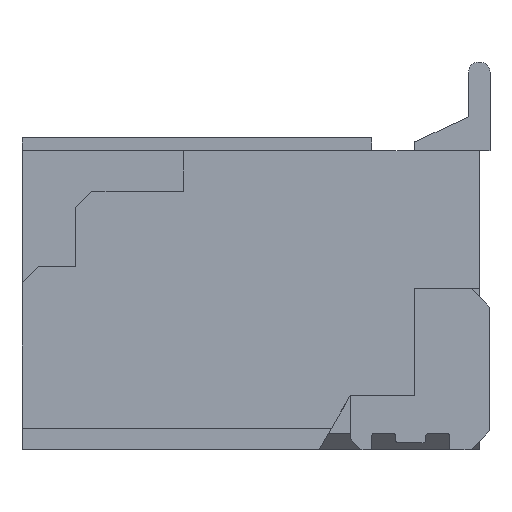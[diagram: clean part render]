
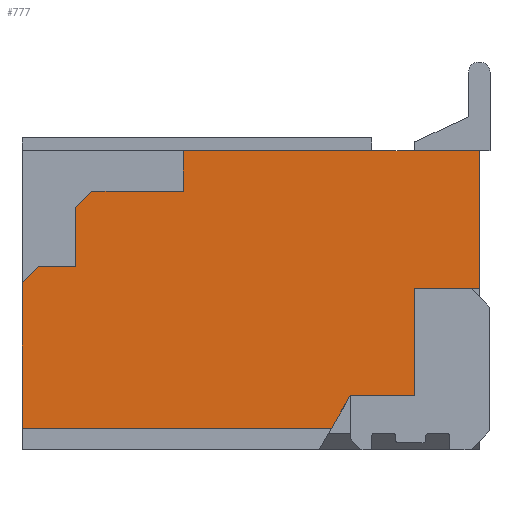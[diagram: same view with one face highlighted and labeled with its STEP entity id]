
A CAD part, left-side view. The second image highlights one B-rep face of the part: STEP entity #777.
In plain terms, the highlighted planar face has unit normal (-1, 0, 0).
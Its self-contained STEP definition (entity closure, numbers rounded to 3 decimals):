
#68 = LINE ( 'NONE', #9105, #5359 ) ;
#96 = CARTESIAN_POINT ( 'NONE',  ( -3., 3.85, 0.8 ) ) ;
#249 = ORIENTED_EDGE ( 'NONE', *, *, #563, .T. ) ;
#452 = LINE ( 'NONE', #7107, #5727 ) ;
#563 = EDGE_CURVE ( 'NONE', #10773, #10807, #12054, .T. ) ;
#575 = CARTESIAN_POINT ( 'NONE',  ( -3., 0.1, 1.33 ) ) ;
#668 = VERTEX_POINT ( 'NONE', #11480 ) ;
#674 = EDGE_CURVE ( 'NONE', #12004, #8961, #5992, .T. ) ;
#684 = CARTESIAN_POINT ( 'NONE',  ( -3., 0.7, -0.95 ) ) ;
#685 = VECTOR ( 'NONE', #760, 1000. ) ;
#686 = VERTEX_POINT ( 'NONE', #7716 ) ;
#732 = PLANE ( 'NONE',  #12212 ) ;
#748 = ORIENTED_EDGE ( 'NONE', *, *, #12070, .F. ) ;
#760 = DIRECTION ( 'NONE',  ( 0., 1., 0. ) ) ;
#777 = ADVANCED_FACE ( 'NONE', ( #4287 ), #732, .T. ) ;
#1076 = ORIENTED_EDGE ( 'NONE', *, *, #4825, .T. ) ;
#1078 = DIRECTION ( 'NONE',  ( 0., 0., 1. ) ) ;
#1212 = VERTEX_POINT ( 'NONE', #1552 ) ;
#1291 = DIRECTION ( 'NONE',  ( 0., 0., 1. ) ) ;
#1448 = CARTESIAN_POINT ( 'NONE',  ( -3., 4.35, 0.1 ) ) ;
#1497 = LINE ( 'NONE', #6945, #9114 ) ;
#1552 = CARTESIAN_POINT ( 'NONE',  ( -3., 1.473, -1.25 ) ) ;
#1623 = ORIENTED_EDGE ( 'NONE', *, *, #12605, .F. ) ;
#1628 = VERTEX_POINT ( 'NONE', #3348 ) ;
#1793 = ORIENTED_EDGE ( 'NONE', *, *, #6670, .F. ) ;
#1994 = VECTOR ( 'NONE', #5140, 1000. ) ;
#2055 = DIRECTION ( 'NONE',  ( 0., 0.707, -0.707 ) ) ;
#2075 = VECTOR ( 'NONE', #9119, 1000. ) ;
#2172 = CARTESIAN_POINT ( 'NONE',  ( -3., 4.35, 0.25 ) ) ;
#2218 = EDGE_CURVE ( 'NONE', #10773, #686, #10222, .T. ) ;
#2317 = VECTOR ( 'NONE', #7602, 1000. ) ;
#2731 = CARTESIAN_POINT ( 'NONE',  ( -3., 0.1, -0.95 ) ) ;
#2953 = LINE ( 'NONE', #11458, #10551 ) ;
#3253 = ORIENTED_EDGE ( 'NONE', *, *, #11483, .F. ) ;
#3348 = CARTESIAN_POINT ( 'NONE',  ( -3., 3.85, 0.25 ) ) ;
#3376 = ORIENTED_EDGE ( 'NONE', *, *, #2218, .F. ) ;
#3384 = VECTOR ( 'NONE', #5900, 1000. ) ;
#3403 = CARTESIAN_POINT ( 'NONE',  ( -3., 0.7, 0.05 ) ) ;
#3527 = ORIENTED_EDGE ( 'NONE', *, *, #7832, .F. ) ;
#3971 = DIRECTION ( 'NONE',  ( 0., 0.5, -0.866 ) ) ;
#3995 = EDGE_LOOP ( 'NONE', ( #3376, #249, #1623, #3253, #4692, #3527, #1793, #748, #11287, #4394, #9719, #12115, #1076, #12782 ) ) ;
#4168 = CARTESIAN_POINT ( 'NONE',  ( -3., 1.61, 2.84 ) ) ;
#4247 = VERTEX_POINT ( 'NONE', #10930 ) ;
#4287 = FACE_OUTER_BOUND ( 'NONE', #3995, .T. ) ;
#4299 = CARTESIAN_POINT ( 'NONE',  ( -3., 3.85, 0.95 ) ) ;
#4394 = ORIENTED_EDGE ( 'NONE', *, *, #6497, .F. ) ;
#4432 = CARTESIAN_POINT ( 'NONE',  ( -3., 2.85, 1.33 ) ) ;
#4461 = LINE ( 'NONE', #575, #6789 ) ;
#4692 = ORIENTED_EDGE ( 'NONE', *, *, #10301, .T. ) ;
#4825 = EDGE_CURVE ( 'NONE', #4247, #11697, #68, .T. ) ;
#5140 = DIRECTION ( 'NONE',  ( 0., 0.707, -0.707 ) ) ;
#5144 = VERTEX_POINT ( 'NONE', #1448 ) ;
#5297 = LINE ( 'NONE', #8909, #7645 ) ;
#5303 = CARTESIAN_POINT ( 'NONE',  ( -3., 2.85, 0.95 ) ) ;
#5359 = VECTOR ( 'NONE', #8263, 1000. ) ;
#5727 = VECTOR ( 'NONE', #1078, 1000. ) ;
#5900 = DIRECTION ( 'NONE',  ( 0., 1., 0. ) ) ;
#5990 = VERTEX_POINT ( 'NONE', #9441 ) ;
#5992 = LINE ( 'NONE', #11343, #3384 ) ;
#6019 = DIRECTION ( 'NONE',  ( -1., 0., 0. ) ) ;
#6161 = VECTOR ( 'NONE', #6307, 1000. ) ;
#6307 = DIRECTION ( 'NONE',  ( 0., 0., 1. ) ) ;
#6497 = EDGE_CURVE ( 'NONE', #8961, #6732, #9636, .T. ) ;
#6670 = EDGE_CURVE ( 'NONE', #1212, #10590, #2953, .T. ) ;
#6732 = VERTEX_POINT ( 'NONE', #684 ) ;
#6789 = VECTOR ( 'NONE', #10527, 1000. ) ;
#6791 = VECTOR ( 'NONE', #2055, 1000. ) ;
#6945 = CARTESIAN_POINT ( 'NONE',  ( -3., 4.35, 1.33 ) ) ;
#7107 = CARTESIAN_POINT ( 'NONE',  ( -3., 3.85, 0.25 ) ) ;
#7498 = DIRECTION ( 'NONE',  ( 0., 1., 0. ) ) ;
#7602 = DIRECTION ( 'NONE',  ( 0., -1., 0. ) ) ;
#7616 = CARTESIAN_POINT ( 'NONE',  ( -3., 4.35, -1.25 ) ) ;
#7645 = VECTOR ( 'NONE', #3971, 1000. ) ;
#7716 = CARTESIAN_POINT ( 'NONE',  ( -3., 2.85, 0.95 ) ) ;
#7832 = EDGE_CURVE ( 'NONE', #10590, #5144, #1497, .T. ) ;
#7842 = CARTESIAN_POINT ( 'NONE',  ( -3., 1.71, 2.94 ) ) ;
#7941 = DIRECTION ( 'NONE',  ( 0., 0., 1. ) ) ;
#7950 = CARTESIAN_POINT ( 'NONE',  ( -3., 0.1, 1.33 ) ) ;
#8263 = DIRECTION ( 'NONE',  ( 0., 1., 0. ) ) ;
#8318 = EDGE_CURVE ( 'NONE', #6732, #5990, #8615, .T. ) ;
#8615 = LINE ( 'NONE', #2731, #685 ) ;
#8909 = CARTESIAN_POINT ( 'NONE',  ( -3., 1.3, -0.95 ) ) ;
#8961 = VERTEX_POINT ( 'NONE', #11964 ) ;
#9105 = CARTESIAN_POINT ( 'NONE',  ( -3., 0.1, 1.33 ) ) ;
#9114 = VECTOR ( 'NONE', #7941, 1000. ) ;
#9119 = DIRECTION ( 'NONE',  ( 0., -1., 0. ) ) ;
#9341 = DIRECTION ( 'NONE',  ( 0., 0., -1. ) ) ;
#9441 = CARTESIAN_POINT ( 'NONE',  ( -3., 1.3, -0.95 ) ) ;
#9621 = LINE ( 'NONE', #4168, #1994 ) ;
#9636 = LINE ( 'NONE', #3403, #12219 ) ;
#9702 = LINE ( 'NONE', #2172, #2075 ) ;
#9719 = ORIENTED_EDGE ( 'NONE', *, *, #674, .F. ) ;
#10222 = LINE ( 'NONE', #4299, #2317 ) ;
#10301 = EDGE_CURVE ( 'NONE', #668, #5144, #9621, .T. ) ;
#10407 = EDGE_CURVE ( 'NONE', #686, #11697, #11464, .T. ) ;
#10527 = DIRECTION ( 'NONE',  ( 0., 0., -1. ) ) ;
#10533 = EDGE_CURVE ( 'NONE', #4247, #12004, #4461, .T. ) ;
#10551 = VECTOR ( 'NONE', #7498, 1000. ) ;
#10590 = VERTEX_POINT ( 'NONE', #7616 ) ;
#10773 = VERTEX_POINT ( 'NONE', #11973 ) ;
#10807 = VERTEX_POINT ( 'NONE', #96 ) ;
#10930 = CARTESIAN_POINT ( 'NONE',  ( -3., 0.1, 1.33 ) ) ;
#11287 = ORIENTED_EDGE ( 'NONE', *, *, #8318, .F. ) ;
#11343 = CARTESIAN_POINT ( 'NONE',  ( -3., 0.1, 0.05 ) ) ;
#11458 = CARTESIAN_POINT ( 'NONE',  ( -3., 0.099, -1.25 ) ) ;
#11464 = LINE ( 'NONE', #5303, #6161 ) ;
#11480 = CARTESIAN_POINT ( 'NONE',  ( -3., 4.2, 0.25 ) ) ;
#11483 = EDGE_CURVE ( 'NONE', #668, #1628, #9702, .T. ) ;
#11697 = VERTEX_POINT ( 'NONE', #4432 ) ;
#11964 = CARTESIAN_POINT ( 'NONE',  ( -3., 0.7, 0.05 ) ) ;
#11973 = CARTESIAN_POINT ( 'NONE',  ( -3., 3.7, 0.95 ) ) ;
#12004 = VERTEX_POINT ( 'NONE', #12738 ) ;
#12054 = LINE ( 'NONE', #7842, #6791 ) ;
#12070 = EDGE_CURVE ( 'NONE', #5990, #1212, #5297, .T. ) ;
#12115 = ORIENTED_EDGE ( 'NONE', *, *, #10533, .F. ) ;
#12212 = AXIS2_PLACEMENT_3D ( 'NONE', #7950, #6019, #1291 ) ;
#12219 = VECTOR ( 'NONE', #9341, 1000. ) ;
#12605 = EDGE_CURVE ( 'NONE', #1628, #10807, #452, .T. ) ;
#12738 = CARTESIAN_POINT ( 'NONE',  ( -3., 0.1, 0.05 ) ) ;
#12782 = ORIENTED_EDGE ( 'NONE', *, *, #10407, .F. ) ;
